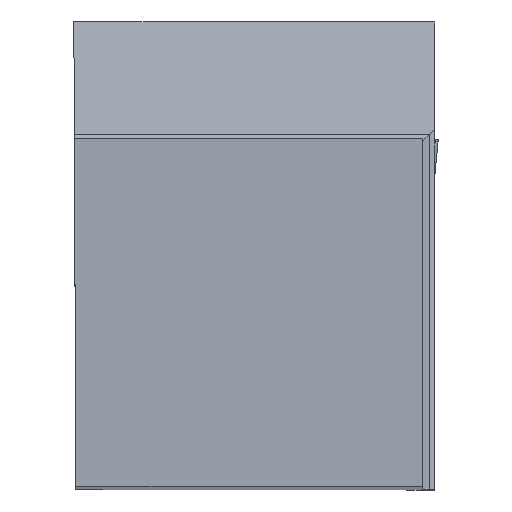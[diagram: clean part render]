
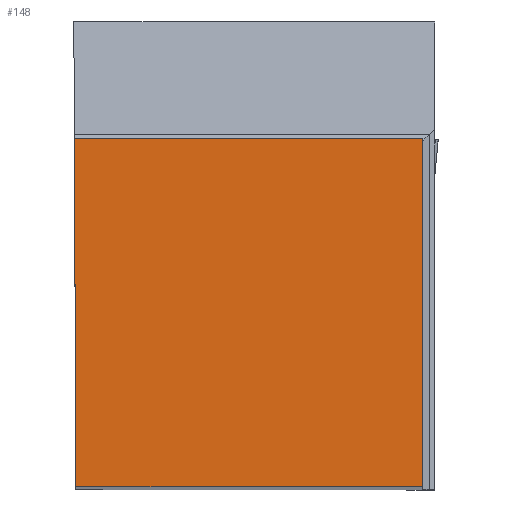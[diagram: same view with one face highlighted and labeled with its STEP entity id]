
A CAD part, top view. The second image highlights one B-rep face of the part: STEP entity #148.
In plain terms, the highlighted planar face has unit normal (0, 0, 1).
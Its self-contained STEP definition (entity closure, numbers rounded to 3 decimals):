
#148=ADVANCED_FACE('BLANK_BOXF006',(#245),#192,.F.);
#192=PLANE('',#1217);
#245=FACE_OUTER_BOUND('',#298,.T.);
#298=EDGE_LOOP('',(#534,#535,#536,#537));
#534=ORIENTED_EDGE('',*,*,#827,.T.);
#535=ORIENTED_EDGE('',*,*,#828,.T.);
#536=ORIENTED_EDGE('',*,*,#829,.T.);
#537=ORIENTED_EDGE('',*,*,#817,.T.);
#687=VERTEX_POINT('',#1925);
#688=VERTEX_POINT('',#1927);
#694=VERTEX_POINT('',#1946);
#695=VERTEX_POINT('',#1948);
#817=EDGE_CURVE('',#688,#687,#938,.T.);
#827=EDGE_CURVE('',#687,#694,#948,.T.);
#828=EDGE_CURVE('',#694,#695,#949,.T.);
#829=EDGE_CURVE('',#695,#688,#950,.T.);
#938=LINE('',#1926,#1063);
#948=LINE('',#1945,#1073);
#949=LINE('',#1947,#1074);
#950=LINE('',#1949,#1075);
#1063=VECTOR('',#1421,1.);
#1073=VECTOR('',#1437,1.);
#1074=VECTOR('',#1438,1.);
#1075=VECTOR('',#1439,1.);
#1217=AXIS2_PLACEMENT_3D('',#1950,#1440,#1441);
#1421=DIRECTION('',(1.,0.,0.));
#1437=DIRECTION('',(0.,1.,0.));
#1438=DIRECTION('',(-1.,0.,0.));
#1439=DIRECTION('',(0.004,-1.,0.));
#1440=DIRECTION('',(0.,0.,-1.));
#1441=DIRECTION('',(0.,-1.,0.));
#1925=CARTESIAN_POINT('',(24.875,0.,0.));
#1926=CARTESIAN_POINT('',(-150.55,0.,0.));
#1927=CARTESIAN_POINT('',(0.109,0.,0.));
#1945=CARTESIAN_POINT('',(24.875,-150.55,0.));
#1946=CARTESIAN_POINT('',(24.875,24.875,0.));
#1947=CARTESIAN_POINT('',(150.55,24.875,0.));
#1948=CARTESIAN_POINT('',(0.,24.875,0.));
#1949=CARTESIAN_POINT('',(-0.548,150.549,0.));
#1950=CARTESIAN_POINT('',(25.75,-5.,0.));
